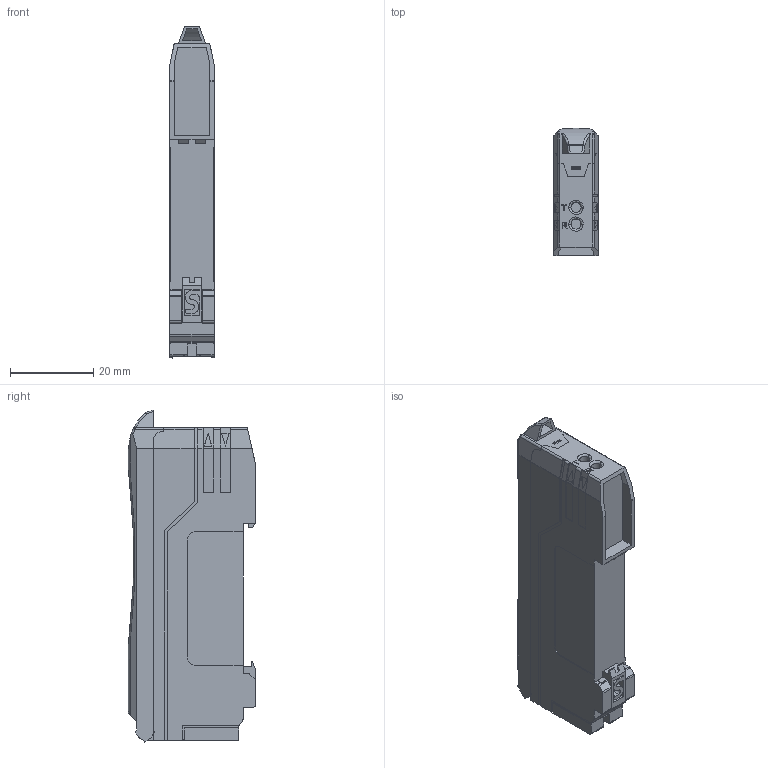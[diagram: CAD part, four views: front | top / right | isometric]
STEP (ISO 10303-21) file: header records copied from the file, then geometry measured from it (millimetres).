
FILE_DESCRIPTION (( 'STEP AP214' ), '1' );
FILE_NAME ('OF65-UR000Fx3.U5.K.DD.STEP', '2019-10-02T01:28:35', ( 'managet2' ), ( '' ), 'SwSTEP 2.0', 'SolidWorks 2016', '' );
FILE_SCHEMA (( 'AUTOMOTIVE_DESIGN' ));
Length unit declared in the file: millimetre
Products named in the file (3): OF65-UR000Fx3.U5.K.DD; OF65-UR000Fx3.U5.K.DD_êðûøêà_1; OF65-UR000Fx3.U5.K.DD_1
Assembly tree (2 placements, depth 2):
  OF65-UR000Fx3.U5.K.DD
    OF65-UR000Fx3.U5.K.DD_1
    OF65-UR000Fx3.U5.K.DD_êðûøêà_1
Bounding box: 10.6 x 30.5 x 79.57 mm (x, y, z)
Volume: 19617.1 mm3; surface area: 10899 mm2
Topology: 69 solids, 69 shells, 1459 faces, 3632 edges, 2397 vertices
Faces by surface type: plane 1236, cylinder 126, bspline 97
Full cylindrical faces by diameter (mm): 1.4 x2, 1.5 x2, 2.4 x2, 4 x1
Entity records: 46696 total; most frequent: CARTESIAN_POINT 11963, ORIENTED_EDGE 7240, DIRECTION 6260, EDGE_CURVE 3620, LINE 3132, VECTOR 3132, VERTEX_POINT 2396, AXIS2_PLACEMENT_3D 1564
